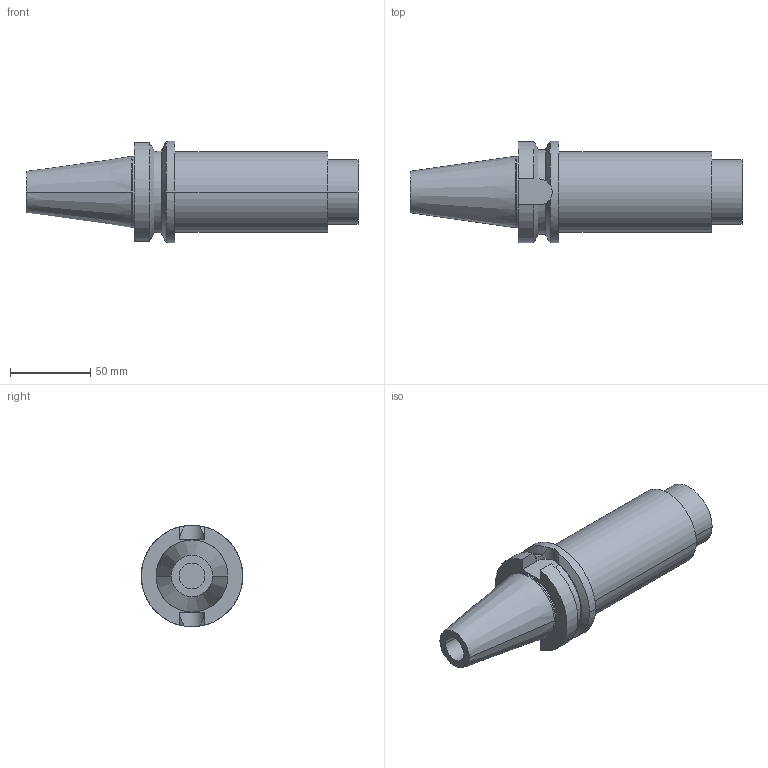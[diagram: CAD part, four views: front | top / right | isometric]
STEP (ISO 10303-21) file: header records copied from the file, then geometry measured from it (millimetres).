
FILE_DESCRIPTION((''),'2;1');
FILE_NAME('84524520','2021-01-19T13:42:39',('thiemer'),(''),'CREO PARAMETRIC BY PTC INC, 2020053','CREO PARAMETRIC BY PTC INC, 2020053','');
FILE_SCHEMA(('AP242_MANAGED_MODEL_BASED_3D_ENGINEERING_MIM_LF { 1 0 10303 442 1 1 4 }'));
Length unit declared in the file: millimetre
Products named in the file (1): 84524520
Bounding box: 206.3 x 63 x 63 mm (x, y, z)
Volume: 283520.9 mm3; surface area: 47726.5 mm2
Topology: 1 solids, 1 shells, 51 faces, 140 edges, 100 vertices
Faces by surface type: cylinder 20, plane 19, cone 10, torus 2
Entity records: 2593 total; most frequent: CARTESIAN_POINT 400, DIRECTION 332, ORIENTED_EDGE 240, PRESENTATION_STYLE_ASSIGNMENT 156, STYLED_ITEM 156, CURVE_STYLE 155, AXIS2_PLACEMENT_3D 126, EDGE_CURVE 120
